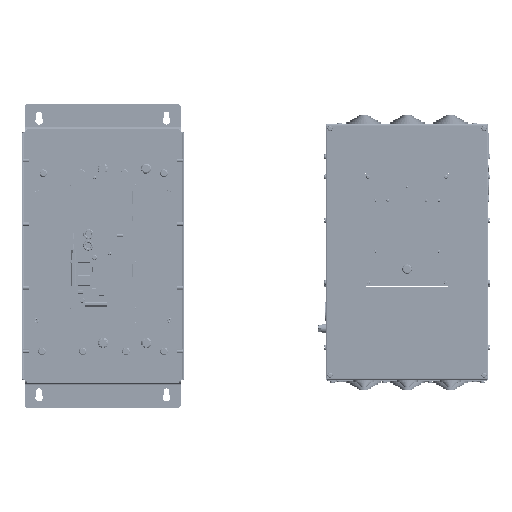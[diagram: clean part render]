
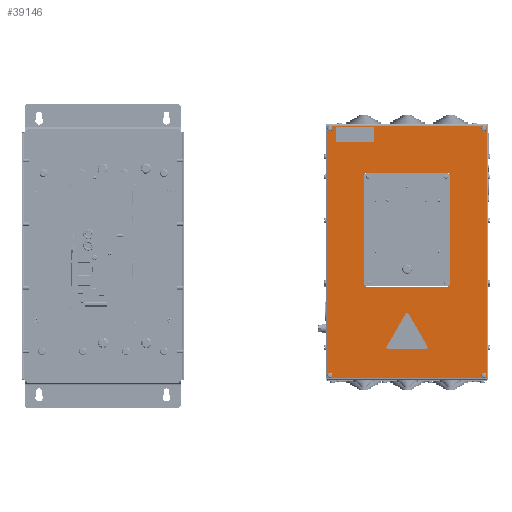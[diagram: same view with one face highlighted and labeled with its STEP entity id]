
A CAD part, top view. The second image highlights one B-rep face of the part: STEP entity #39146.
In plain terms, the highlighted planar face has unit normal (0, 0, 1).
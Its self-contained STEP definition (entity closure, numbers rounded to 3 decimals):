
#39146=ADVANCED_FACE('',(#67802,#67804,#67806,#67808,#67810,#67812),#67814,.T.);
#67802=FACE_BOUND('',#67803,.T.);
#67803=EDGE_LOOP('',(#109298,#109299,#109300,#109301));
#67804=FACE_BOUND('',#67805,.T.);
#67805=EDGE_LOOP('',(#109302,#109303,#109304,#109305,#109306,#109307,#109308,#109309));
#67806=FACE_BOUND('',#67807,.T.);
#67807=EDGE_LOOP('',(#109310));
#67808=FACE_BOUND('',#67809,.T.);
#67809=EDGE_LOOP('',(#109311));
#67810=FACE_BOUND('',#67811,.T.);
#67811=EDGE_LOOP('',(#109312));
#67812=FACE_BOUND('',#67813,.T.);
#67813=EDGE_LOOP('',(#109313));
#67814=PLANE('',#67815);
#67815=AXIS2_PLACEMENT_3D('',#67816,#67817,#67818);
#67816=CARTESIAN_POINT('',(473.599,604.408,329.72));
#67817=DIRECTION('',(0.,0.,1.));
#67818=DIRECTION('',(1.,0.,0.));
#109298=ORIENTED_EDGE('',*,*,#131457,.T.);
#109299=ORIENTED_EDGE('',*,*,#131458,.T.);
#109300=ORIENTED_EDGE('',*,*,#131459,.T.);
#109301=ORIENTED_EDGE('',*,*,#131460,.T.);
#109302=ORIENTED_EDGE('',*,*,#131401,.T.);
#109303=ORIENTED_EDGE('',*,*,#131416,.T.);
#109304=ORIENTED_EDGE('',*,*,#131414,.T.);
#109305=ORIENTED_EDGE('',*,*,#131412,.T.);
#109306=ORIENTED_EDGE('',*,*,#131410,.T.);
#109307=ORIENTED_EDGE('',*,*,#131408,.T.);
#109308=ORIENTED_EDGE('',*,*,#131406,.T.);
#109309=ORIENTED_EDGE('',*,*,#131404,.T.);
#109310=ORIENTED_EDGE('',*,*,#131400,.T.);
#109311=ORIENTED_EDGE('',*,*,#131399,.T.);
#109312=ORIENTED_EDGE('',*,*,#131398,.T.);
#109313=ORIENTED_EDGE('',*,*,#131397,.T.);
#131397=EDGE_CURVE('',#156479,#156479,#156480,.F.);
#131398=EDGE_CURVE('',#156481,#156481,#156482,.F.);
#131399=EDGE_CURVE('',#156483,#156483,#156484,.F.);
#131400=EDGE_CURVE('',#156485,#156485,#156486,.F.);
#131401=EDGE_CURVE('',#156487,#156488,#156489,.F.);
#131404=EDGE_CURVE('',#156492,#156487,#156493,.F.);
#131406=EDGE_CURVE('',#156495,#156492,#156496,.F.);
#131408=EDGE_CURVE('',#156498,#156495,#156499,.F.);
#131410=EDGE_CURVE('',#156501,#156498,#156502,.F.);
#131412=EDGE_CURVE('',#156504,#156501,#156505,.F.);
#131414=EDGE_CURVE('',#156507,#156504,#156508,.F.);
#131416=EDGE_CURVE('',#156488,#156507,#156510,.F.);
#131457=EDGE_CURVE('',#156520,#156526,#156579,.T.);
#131458=EDGE_CURVE('',#156526,#156556,#156580,.T.);
#131459=EDGE_CURVE('',#156556,#156542,#156581,.T.);
#131460=EDGE_CURVE('',#156542,#156520,#156582,.T.);
#156479=VERTEX_POINT('',#201971);
#156480=CIRCLE('',#201972,2.5);
#156481=VERTEX_POINT('',#201976);
#156482=CIRCLE('',#201977,2.5);
#156483=VERTEX_POINT('',#201981);
#156484=CIRCLE('',#201982,2.5);
#156485=VERTEX_POINT('',#201986);
#156486=CIRCLE('',#201987,2.5);
#156487=VERTEX_POINT('',#201991);
#156488=VERTEX_POINT('',#201992);
#156489=CIRCLE('',#201993,5.);
#156492=VERTEX_POINT('',#202003);
#156493=LINE('',#202004,#202005);
#156495=VERTEX_POINT('',#202010);
#156496=CIRCLE('',#202011,5.);
#156498=VERTEX_POINT('',#202018);
#156499=LINE('',#202019,#202020);
#156501=VERTEX_POINT('',#202025);
#156502=CIRCLE('',#202026,5.);
#156504=VERTEX_POINT('',#202033);
#156505=LINE('',#202034,#202035);
#156507=VERTEX_POINT('',#202040);
#156508=CIRCLE('',#202041,5.);
#156510=LINE('',#202048,#202049);
#156520=VERTEX_POINT('',#202070);
#156526=VERTEX_POINT('',#202083);
#156542=VERTEX_POINT('',#202121);
#156556=VERTEX_POINT('',#202152);
#156579=LINE('',#202207,#202208);
#156580=LINE('',#202210,#202211);
#156581=LINE('',#202213,#202214);
#156582=LINE('',#202216,#202217);
#201971=CARTESIAN_POINT('',(725.099,209.408,329.72));
#201972=AXIS2_PLACEMENT_3D('',#201973,#201974,#201975);
#201973=CARTESIAN_POINT('',(722.599,209.408,329.72));
#201974=DIRECTION('',(0.,0.,1.));
#201975=DIRECTION('',(1.,0.,0.));
#201976=CARTESIAN_POINT('',(725.099,597.408,329.72));
#201977=AXIS2_PLACEMENT_3D('',#201978,#201979,#201980);
#201978=CARTESIAN_POINT('',(722.599,597.408,329.72));
#201979=DIRECTION('',(0.,0.,1.));
#201980=DIRECTION('',(1.,0.,0.));
#201981=CARTESIAN_POINT('',(483.099,209.408,329.72));
#201982=AXIS2_PLACEMENT_3D('',#201983,#201984,#201985);
#201983=CARTESIAN_POINT('',(480.599,209.408,329.72));
#201984=DIRECTION('',(0.,0.,1.));
#201985=DIRECTION('',(1.,0.,0.));
#201986=CARTESIAN_POINT('',(478.099,597.408,329.72));
#201987=AXIS2_PLACEMENT_3D('',#201988,#201989,#201990);
#201988=CARTESIAN_POINT('',(480.599,597.408,329.72));
#201989=DIRECTION('',(0.,0.,1.));
#201990=DIRECTION('',(-1.,0.,0.));
#201991=CARTESIAN_POINT('',(669.099,353.908,329.72));
#201992=CARTESIAN_POINT('',(664.099,348.908,329.72));
#201993=AXIS2_PLACEMENT_3D('',#201994,#201995,#201996);
#201994=CARTESIAN_POINT('',(664.099,353.908,329.72));
#201995=DIRECTION('',(0.,0.,1.));
#201996=DIRECTION('',(0.,-1.,0.));
#202003=CARTESIAN_POINT('',(669.099,522.908,329.72));
#202004=CARTESIAN_POINT('',(669.099,353.908,329.72));
#202005=VECTOR('',#202006,1.);
#202006=DIRECTION('',(0.,1.,0.));
#202010=CARTESIAN_POINT('',(664.099,527.908,329.72));
#202011=AXIS2_PLACEMENT_3D('',#202012,#202013,#202014);
#202012=CARTESIAN_POINT('',(664.099,522.908,329.72));
#202013=DIRECTION('',(0.,0.,1.));
#202014=DIRECTION('',(1.,0.,0.));
#202018=CARTESIAN_POINT('',(539.099,527.908,329.72));
#202019=CARTESIAN_POINT('',(664.099,527.908,329.72));
#202020=VECTOR('',#202021,1.);
#202021=DIRECTION('',(-1.,0.,0.));
#202025=CARTESIAN_POINT('',(534.099,522.908,329.72));
#202026=AXIS2_PLACEMENT_3D('',#202027,#202028,#202029);
#202027=CARTESIAN_POINT('',(539.099,522.908,329.72));
#202028=DIRECTION('',(0.,0.,1.));
#202029=DIRECTION('',(0.,1.,0.));
#202033=CARTESIAN_POINT('',(534.099,353.908,329.72));
#202034=CARTESIAN_POINT('',(534.099,522.908,329.72));
#202035=VECTOR('',#202036,1.);
#202036=DIRECTION('',(0.,-1.,0.));
#202040=CARTESIAN_POINT('',(539.099,348.908,329.72));
#202041=AXIS2_PLACEMENT_3D('',#202042,#202043,#202044);
#202042=CARTESIAN_POINT('',(539.099,353.908,329.72));
#202043=DIRECTION('',(0.,0.,1.));
#202044=DIRECTION('',(-1.,0.,0.));
#202048=CARTESIAN_POINT('',(539.099,348.908,329.72));
#202049=VECTOR('',#202050,1.);
#202050=DIRECTION('',(1.,0.,0.));
#202070=CARTESIAN_POINT('',(727.299,204.708,329.72));
#202083=CARTESIAN_POINT('',(727.299,602.108,329.72));
#202121=CARTESIAN_POINT('',(475.899,204.708,329.72));
#202152=CARTESIAN_POINT('',(475.899,602.108,329.72));
#202207=CARTESIAN_POINT('',(727.299,204.708,329.72));
#202208=VECTOR('',#202209,1.);
#202209=DIRECTION('',(0.,1.,0.));
#202210=CARTESIAN_POINT('',(727.299,602.108,329.72));
#202211=VECTOR('',#202212,1.);
#202212=DIRECTION('',(-1.,0.,0.));
#202213=CARTESIAN_POINT('',(475.899,602.108,329.72));
#202214=VECTOR('',#202215,1.);
#202215=DIRECTION('',(0.,-1.,0.));
#202216=CARTESIAN_POINT('',(475.899,204.708,329.72));
#202217=VECTOR('',#202218,1.);
#202218=DIRECTION('',(1.,0.,0.));
